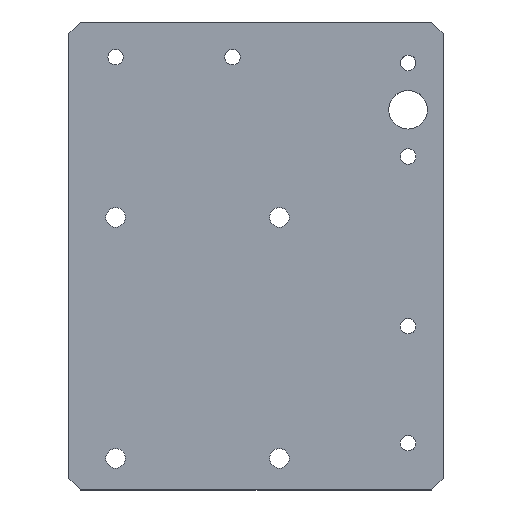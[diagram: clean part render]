
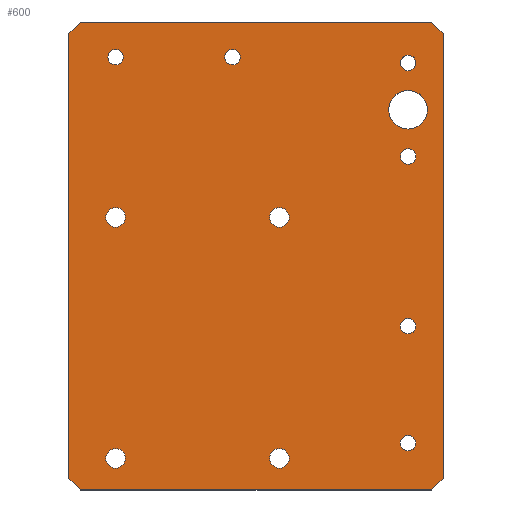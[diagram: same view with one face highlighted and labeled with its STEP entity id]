
A CAD part, top view. The second image highlights one B-rep face of the part: STEP entity #600.
In plain terms, the highlighted planar face has unit normal (0, 0, 1).
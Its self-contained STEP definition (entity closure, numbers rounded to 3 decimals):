
#112=FACE_BOUND('',#201,.T.);
#113=FACE_BOUND('',#202,.T.);
#114=FACE_BOUND('',#203,.T.);
#115=FACE_BOUND('',#204,.T.);
#116=FACE_BOUND('',#205,.T.);
#117=FACE_BOUND('',#206,.T.);
#118=FACE_BOUND('',#207,.T.);
#119=FACE_BOUND('',#208,.T.);
#120=FACE_BOUND('',#209,.T.);
#121=FACE_BOUND('',#210,.T.);
#122=FACE_BOUND('',#211,.T.);
#138=CIRCLE('',#653,3.324);
#139=CIRCLE('',#654,3.324);
#140=CIRCLE('',#655,4.188);
#141=CIRCLE('',#656,4.188);
#142=CIRCLE('',#657,4.188);
#143=CIRCLE('',#658,4.188);
#144=CIRCLE('',#659,8.25);
#145=CIRCLE('',#660,3.3);
#146=CIRCLE('',#661,3.3);
#147=CIRCLE('',#662,3.3);
#148=CIRCLE('',#663,3.3);
#171=FACE_OUTER_BOUND('',#200,.T.);
#200=EDGE_LOOP('',(#454,#455,#456,#457,#458,#459,#460,#461));
#201=EDGE_LOOP('',(#462));
#202=EDGE_LOOP('',(#463));
#203=EDGE_LOOP('',(#464));
#204=EDGE_LOOP('',(#465));
#205=EDGE_LOOP('',(#466));
#206=EDGE_LOOP('',(#467));
#207=EDGE_LOOP('',(#468));
#208=EDGE_LOOP('',(#469));
#209=EDGE_LOOP('',(#470));
#210=EDGE_LOOP('',(#471));
#211=EDGE_LOOP('',(#472));
#253=LINE('',#938,#292);
#257=LINE('',#946,#296);
#260=LINE('',#952,#299);
#261=LINE('',#954,#300);
#262=LINE('',#956,#301);
#263=LINE('',#958,#302);
#264=LINE('',#960,#303);
#265=LINE('',#961,#304);
#292=VECTOR('',#735,10.);
#296=VECTOR('',#741,10.);
#299=VECTOR('',#746,10.);
#300=VECTOR('',#747,10.);
#301=VECTOR('',#748,10.);
#302=VECTOR('',#749,10.);
#303=VECTOR('',#750,10.);
#304=VECTOR('',#751,10.);
#331=VERTEX_POINT('',#936);
#332=VERTEX_POINT('',#937);
#335=VERTEX_POINT('',#945);
#337=VERTEX_POINT('',#951);
#338=VERTEX_POINT('',#953);
#339=VERTEX_POINT('',#955);
#340=VERTEX_POINT('',#957);
#341=VERTEX_POINT('',#959);
#342=VERTEX_POINT('',#962);
#343=VERTEX_POINT('',#964);
#344=VERTEX_POINT('',#966);
#345=VERTEX_POINT('',#968);
#346=VERTEX_POINT('',#970);
#347=VERTEX_POINT('',#972);
#348=VERTEX_POINT('',#974);
#349=VERTEX_POINT('',#976);
#350=VERTEX_POINT('',#978);
#351=VERTEX_POINT('',#980);
#352=VERTEX_POINT('',#982);
#377=EDGE_CURVE('',#331,#332,#253,.T.);
#381=EDGE_CURVE('',#335,#332,#257,.T.);
#384=EDGE_CURVE('',#331,#337,#260,.T.);
#385=EDGE_CURVE('',#338,#337,#261,.T.);
#386=EDGE_CURVE('',#338,#339,#262,.T.);
#387=EDGE_CURVE('',#340,#339,#263,.T.);
#388=EDGE_CURVE('',#340,#341,#264,.T.);
#389=EDGE_CURVE('',#335,#341,#265,.T.);
#390=EDGE_CURVE('',#342,#342,#138,.T.);
#391=EDGE_CURVE('',#343,#343,#139,.T.);
#392=EDGE_CURVE('',#344,#344,#140,.T.);
#393=EDGE_CURVE('',#345,#345,#141,.T.);
#394=EDGE_CURVE('',#346,#346,#142,.T.);
#395=EDGE_CURVE('',#347,#347,#143,.T.);
#396=EDGE_CURVE('',#348,#348,#144,.T.);
#397=EDGE_CURVE('',#349,#349,#145,.T.);
#398=EDGE_CURVE('',#350,#350,#146,.T.);
#399=EDGE_CURVE('',#351,#351,#147,.T.);
#400=EDGE_CURVE('',#352,#352,#148,.T.);
#454=ORIENTED_EDGE('',*,*,#377,.F.);
#455=ORIENTED_EDGE('',*,*,#384,.T.);
#456=ORIENTED_EDGE('',*,*,#385,.F.);
#457=ORIENTED_EDGE('',*,*,#386,.T.);
#458=ORIENTED_EDGE('',*,*,#387,.F.);
#459=ORIENTED_EDGE('',*,*,#388,.T.);
#460=ORIENTED_EDGE('',*,*,#389,.F.);
#461=ORIENTED_EDGE('',*,*,#381,.T.);
#462=ORIENTED_EDGE('',*,*,#390,.T.);
#463=ORIENTED_EDGE('',*,*,#391,.T.);
#464=ORIENTED_EDGE('',*,*,#392,.T.);
#465=ORIENTED_EDGE('',*,*,#393,.T.);
#466=ORIENTED_EDGE('',*,*,#394,.T.);
#467=ORIENTED_EDGE('',*,*,#395,.T.);
#468=ORIENTED_EDGE('',*,*,#396,.T.);
#469=ORIENTED_EDGE('',*,*,#397,.T.);
#470=ORIENTED_EDGE('',*,*,#398,.T.);
#471=ORIENTED_EDGE('',*,*,#399,.T.);
#472=ORIENTED_EDGE('',*,*,#400,.T.);
#586=PLANE('',#652);
#600=ADVANCED_FACE('',(#171,#112,#113,#114,#115,#116,#117,#118,#119,#120,
#121,#122),#586,.T.);
#652=AXIS2_PLACEMENT_3D('',#950,#744,#745);
#653=AXIS2_PLACEMENT_3D('',#963,#752,#753);
#654=AXIS2_PLACEMENT_3D('',#965,#754,#755);
#655=AXIS2_PLACEMENT_3D('',#967,#756,#757);
#656=AXIS2_PLACEMENT_3D('',#969,#758,#759);
#657=AXIS2_PLACEMENT_3D('',#971,#760,#761);
#658=AXIS2_PLACEMENT_3D('',#973,#762,#763);
#659=AXIS2_PLACEMENT_3D('',#975,#764,#765);
#660=AXIS2_PLACEMENT_3D('',#977,#766,#767);
#661=AXIS2_PLACEMENT_3D('',#979,#768,#769);
#662=AXIS2_PLACEMENT_3D('',#981,#770,#771);
#663=AXIS2_PLACEMENT_3D('',#983,#772,#773);
#735=DIRECTION('',(0.707,0.707,0.));
#741=DIRECTION('',(-1.,0.,0.));
#744=DIRECTION('center_axis',(0.,0.,1.));
#745=DIRECTION('ref_axis',(1.,0.,0.));
#746=DIRECTION('',(0.,-1.,0.));
#747=DIRECTION('',(-0.707,0.707,0.));
#748=DIRECTION('',(1.,0.,0.));
#749=DIRECTION('',(-0.707,-0.707,0.));
#750=DIRECTION('',(0.,1.,0.));
#751=DIRECTION('',(0.707,-0.707,0.));
#752=DIRECTION('center_axis',(0.,0.,-1.));
#753=DIRECTION('ref_axis',(-1.,0.,0.));
#754=DIRECTION('center_axis',(0.,0.,-1.));
#755=DIRECTION('ref_axis',(-1.,0.,0.));
#756=DIRECTION('center_axis',(0.,0.,-1.));
#757=DIRECTION('ref_axis',(-1.,0.,0.));
#758=DIRECTION('center_axis',(0.,0.,-1.));
#759=DIRECTION('ref_axis',(-1.,0.,0.));
#760=DIRECTION('center_axis',(0.,0.,-1.));
#761=DIRECTION('ref_axis',(-1.,0.,0.));
#762=DIRECTION('center_axis',(0.,0.,-1.));
#763=DIRECTION('ref_axis',(-1.,0.,0.));
#764=DIRECTION('center_axis',(0.,0.,-1.));
#765=DIRECTION('ref_axis',(1.,0.,0.));
#766=DIRECTION('center_axis',(0.,0.,-1.));
#767=DIRECTION('ref_axis',(1.,0.,0.));
#768=DIRECTION('center_axis',(0.,0.,-1.));
#769=DIRECTION('ref_axis',(1.,0.,0.));
#770=DIRECTION('center_axis',(0.,0.,-1.));
#771=DIRECTION('ref_axis',(1.,0.,0.));
#772=DIRECTION('center_axis',(0.,0.,-1.));
#773=DIRECTION('ref_axis',(1.,0.,0.));
#936=CARTESIAN_POINT('',(-80.,95.,15.));
#937=CARTESIAN_POINT('',(-75.,100.,15.));
#938=CARTESIAN_POINT('',(-82.5,92.5,15.));
#945=CARTESIAN_POINT('',(75.,100.,15.));
#946=CARTESIAN_POINT('',(80.,100.,15.));
#950=CARTESIAN_POINT('Origin',(0.,0.,15.));
#951=CARTESIAN_POINT('',(-80.,-95.,15.));
#952=CARTESIAN_POINT('',(-80.,100.,15.));
#953=CARTESIAN_POINT('',(-75.,-100.,15.));
#954=CARTESIAN_POINT('',(-82.5,-92.5,15.));
#955=CARTESIAN_POINT('',(75.,-100.,15.));
#956=CARTESIAN_POINT('',(-80.,-100.,15.));
#957=CARTESIAN_POINT('',(80.,-95.,15.));
#958=CARTESIAN_POINT('',(82.5,-92.5,15.));
#959=CARTESIAN_POINT('',(80.,95.,15.));
#960=CARTESIAN_POINT('',(80.,-100.,15.));
#961=CARTESIAN_POINT('',(82.5,92.5,15.));
#962=CARTESIAN_POINT('',(68.324,42.5,15.));
#963=CARTESIAN_POINT('Origin',(65.,42.5,15.));
#964=CARTESIAN_POINT('',(68.324,82.5,15.));
#965=CARTESIAN_POINT('Origin',(65.,82.5,15.));
#966=CARTESIAN_POINT('',(14.188,16.5,15.));
#967=CARTESIAN_POINT('Origin',(10.,16.5,15.));
#968=CARTESIAN_POINT('',(-55.812,16.5,15.));
#969=CARTESIAN_POINT('Origin',(-60.,16.5,15.));
#970=CARTESIAN_POINT('',(-55.812,-86.5,15.));
#971=CARTESIAN_POINT('Origin',(-60.,-86.5,15.));
#972=CARTESIAN_POINT('',(14.188,-86.5,15.));
#973=CARTESIAN_POINT('Origin',(10.,-86.5,15.));
#974=CARTESIAN_POINT('',(56.75,62.5,15.));
#975=CARTESIAN_POINT('Origin',(65.,62.5,15.));
#976=CARTESIAN_POINT('',(-13.3,85.,15.));
#977=CARTESIAN_POINT('Origin',(-10.,85.,15.));
#978=CARTESIAN_POINT('',(61.7,-30.,15.));
#979=CARTESIAN_POINT('Origin',(65.,-30.,15.));
#980=CARTESIAN_POINT('',(61.7,-80.,15.));
#981=CARTESIAN_POINT('Origin',(65.,-80.,15.));
#982=CARTESIAN_POINT('',(-63.3,85.,15.));
#983=CARTESIAN_POINT('Origin',(-60.,85.,15.));
